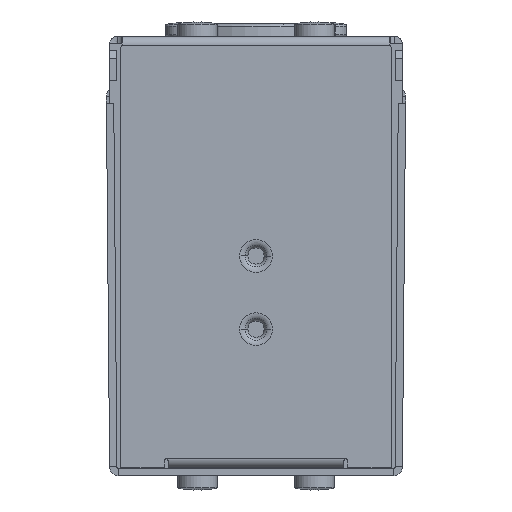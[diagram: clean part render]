
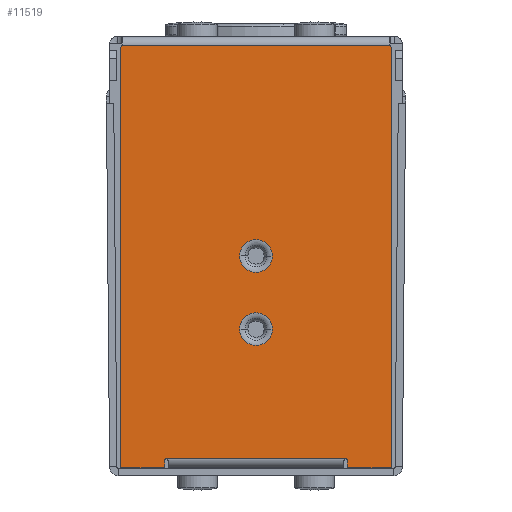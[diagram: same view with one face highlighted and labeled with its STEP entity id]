
A CAD part, left-side view. The second image highlights one B-rep face of the part: STEP entity #11519.
In plain terms, the highlighted planar face has unit normal (-1, 0, 0).
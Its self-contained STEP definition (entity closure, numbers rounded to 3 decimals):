
#2699=CARTESIAN_POINT('',(-75.,18.315,-0.2));
#2705=CARTESIAN_POINT('',(-75.,-18.315,-0.2));
#2725=DIRECTION('',(0.,1.,0.));
#2726=VECTOR('',#2725,36.63);
#2727=CARTESIAN_POINT('',(-75.,-18.315,-0.2));
#2728=LINE('',#2727,#2726);
#2803=CARTESIAN_POINT('',(-75.,12.25,-56.95));
#2804=DIRECTION('',(1.,0.,0.));
#2805=DIRECTION('',(0.,1.,0.));
#2806=AXIS2_PLACEMENT_3D('',#2803,#2804,#2805);
#2808=DIRECTION('',(0.,0.,1.));
#2809=VECTOR('',#2808,0.95);
#2810=CARTESIAN_POINT('',(-75.,12.5,-57.9));
#2811=LINE('',#2810,#2809);
#2812=DIRECTION('',(0.,-1.,0.));
#2813=VECTOR('',#2812,6.);
#2814=CARTESIAN_POINT('',(-75.,18.5,-57.9));
#2815=LINE('',#2814,#2813);
#2816=DIRECTION('',(0.,0.,1.));
#2817=VECTOR('',#2816,57.422);
#2818=CARTESIAN_POINT('',(-75.,18.5,-57.9));
#2819=LINE('',#2818,#2817);
#2820=CARTESIAN_POINT('',(-75.,19.229,0.207));
#2821=DIRECTION('',(1.,0.,0.));
#2822=DIRECTION('',(0.,-0.913,-0.407));
#2823=AXIS2_PLACEMENT_3D('',#2820,#2821,#2822);
#2825=CARTESIAN_POINT('',(-75.,-19.229,0.207));
#2826=DIRECTION('',(1.,0.,0.));
#2827=DIRECTION('',(0.,0.729,-0.685));
#2828=AXIS2_PLACEMENT_3D('',#2825,#2826,#2827);
#2830=DIRECTION('',(0.,0.,1.));
#2831=VECTOR('',#2830,57.422);
#2832=CARTESIAN_POINT('',(-75.,-18.5,-57.9));
#2833=LINE('',#2832,#2831);
#2834=DIRECTION('',(0.,-1.,0.));
#2835=VECTOR('',#2834,6.);
#2836=CARTESIAN_POINT('',(-75.,-12.5,-57.9));
#2837=LINE('',#2836,#2835);
#2838=DIRECTION('',(0.,0.,1.));
#2839=VECTOR('',#2838,0.95);
#2840=CARTESIAN_POINT('',(-75.,-12.5,-57.9));
#2841=LINE('',#2840,#2839);
#2842=CARTESIAN_POINT('',(-75.,-12.25,-56.95));
#2843=DIRECTION('',(-1.,0.,0.));
#2844=DIRECTION('',(0.,-1.,0.));
#2845=AXIS2_PLACEMENT_3D('',#2842,#2843,#2844);
#2847=CARTESIAN_POINT('',(-75.,0.,-39.));
#2848=DIRECTION('',(-1.,0.,0.));
#2849=DIRECTION('',(0.,-1.,0.));
#2850=AXIS2_PLACEMENT_3D('',#2847,#2848,#2849);
#2852=CARTESIAN_POINT('',(-75.,0.,-39.));
#2853=DIRECTION('',(-1.,0.,0.));
#2854=DIRECTION('',(0.,1.,0.));
#2855=AXIS2_PLACEMENT_3D('',#2852,#2853,#2854);
#2857=CARTESIAN_POINT('',(-75.,0.,-29.));
#2858=DIRECTION('',(-1.,0.,0.));
#2859=DIRECTION('',(0.,-1.,0.));
#2860=AXIS2_PLACEMENT_3D('',#2857,#2858,#2859);
#2862=CARTESIAN_POINT('',(-75.,0.,-29.));
#2863=DIRECTION('',(-1.,0.,0.));
#2864=DIRECTION('',(0.,1.,0.));
#2865=AXIS2_PLACEMENT_3D('',#2862,#2863,#2864);
#2894=DIRECTION('',(0.,-1.,0.));
#2895=VECTOR('',#2894,24.5);
#2896=CARTESIAN_POINT('',(-75.,12.25,-56.7));
#2897=LINE('',#2896,#2895);
#6937=VERTEX_POINT('',#2699);
#6938=VERTEX_POINT('',#2705);
#6963=CARTESIAN_POINT('',(-75.,18.5,-57.9));
#6964=CARTESIAN_POINT('',(-75.,18.5,-0.478));
#6965=VERTEX_POINT('',#6963);
#6966=VERTEX_POINT('',#6964);
#6967=CARTESIAN_POINT('',(-75.,-18.5,-57.9));
#6968=CARTESIAN_POINT('',(-75.,-18.5,-0.478));
#6969=VERTEX_POINT('',#6967);
#6970=VERTEX_POINT('',#6968);
#6985=CARTESIAN_POINT('',(-75.,12.5,-57.9));
#6986=CARTESIAN_POINT('',(-75.,12.5,-56.95));
#6987=VERTEX_POINT('',#6985);
#6988=VERTEX_POINT('',#6986);
#6989=CARTESIAN_POINT('',(-75.,12.25,-56.7));
#6990=VERTEX_POINT('',#6989);
#6992=CARTESIAN_POINT('',(-75.,-12.5,-57.9));
#6993=CARTESIAN_POINT('',(-75.,-12.5,-56.95));
#6994=VERTEX_POINT('',#6992);
#6995=VERTEX_POINT('',#6993);
#6996=CARTESIAN_POINT('',(-75.,-12.25,-56.7));
#6997=VERTEX_POINT('',#6996);
#7011=CARTESIAN_POINT('',(-75.,-2.23,-39.));
#7012=CARTESIAN_POINT('',(-75.,2.23,-39.));
#7013=VERTEX_POINT('',#7011);
#7014=VERTEX_POINT('',#7012);
#7015=CARTESIAN_POINT('',(-75.,-2.23,-29.));
#7016=CARTESIAN_POINT('',(-75.,2.23,-29.));
#7017=VERTEX_POINT('',#7015);
#7018=VERTEX_POINT('',#7016);
#11483=CARTESIAN_POINT('',(-75.,18.9,1.));
#11484=DIRECTION('',(-1.,0.,0.));
#11485=DIRECTION('',(0.,1.,0.));
#11486=AXIS2_PLACEMENT_3D('',#11483,#11484,#11485);
#11487=PLANE('',#11486);
#11489=ORIENTED_EDGE('',*,*,#11488,.F.);
#11491=ORIENTED_EDGE('',*,*,#11490,.F.);
#11493=ORIENTED_EDGE('',*,*,#11492,.F.);
#11494=ORIENTED_EDGE('',*,*,#11435,.F.);
#11495=ORIENTED_EDGE('',*,*,#11464,.T.);
#11496=ORIENTED_EDGE('',*,*,#11477,.F.);
#11497=ORIENTED_EDGE('',*,*,#11348,.F.);
#11498=ORIENTED_EDGE('',*,*,#11407,.F.);
#11499=ORIENTED_EDGE('',*,*,#11421,.F.);
#11500=ORIENTED_EDGE('',*,*,#11450,.F.);
#11502=ORIENTED_EDGE('',*,*,#11501,.T.);
#11504=ORIENTED_EDGE('',*,*,#11503,.T.);
#11505=EDGE_LOOP('',(#11489,#11491,#11493,#11494,#11495,#11496,#11497,#11498,
#11499,#11500,#11502,#11504));
#11506=FACE_OUTER_BOUND('',#11505,.F.);
#11508=ORIENTED_EDGE('',*,*,#11507,.T.);
#11510=ORIENTED_EDGE('',*,*,#11509,.T.);
#11511=EDGE_LOOP('',(#11508,#11510));
#11512=FACE_BOUND('',#11511,.F.);
#11514=ORIENTED_EDGE('',*,*,#11513,.T.);
#11516=ORIENTED_EDGE('',*,*,#11515,.T.);
#11517=EDGE_LOOP('',(#11514,#11516));
#11518=FACE_BOUND('',#11517,.F.);
#11519=ADVANCED_FACE('',(#11506,#11512,#11518),#11487,.T.);
#2807=CIRCLE('',#2806,0.25);
#2824=CIRCLE('',#2823,1.);
#2829=CIRCLE('',#2828,1.);
#2846=CIRCLE('',#2845,0.25);
#2851=CIRCLE('',#2850,2.23);
#2856=CIRCLE('',#2855,2.23);
#2861=CIRCLE('',#2860,2.23);
#2866=CIRCLE('',#2865,2.23);
#11348=EDGE_CURVE('',#6938,#6937,#2728,.T.);
#11407=EDGE_CURVE('',#6970,#6938,#2829,.T.);
#11421=EDGE_CURVE('',#6969,#6970,#2833,.T.);
#11435=EDGE_CURVE('',#6965,#6987,#2815,.T.);
#11450=EDGE_CURVE('',#6994,#6969,#2837,.T.);
#11464=EDGE_CURVE('',#6965,#6966,#2819,.T.);
#11477=EDGE_CURVE('',#6937,#6966,#2824,.T.);
#11488=EDGE_CURVE('',#6990,#6997,#2897,.T.);
#11490=EDGE_CURVE('',#6988,#6990,#2807,.T.);
#11492=EDGE_CURVE('',#6987,#6988,#2811,.T.);
#11501=EDGE_CURVE('',#6994,#6995,#2841,.T.);
#11503=EDGE_CURVE('',#6995,#6997,#2846,.T.);
#11507=EDGE_CURVE('',#7013,#7014,#2851,.T.);
#11509=EDGE_CURVE('',#7014,#7013,#2856,.T.);
#11513=EDGE_CURVE('',#7017,#7018,#2861,.T.);
#11515=EDGE_CURVE('',#7018,#7017,#2866,.T.);
